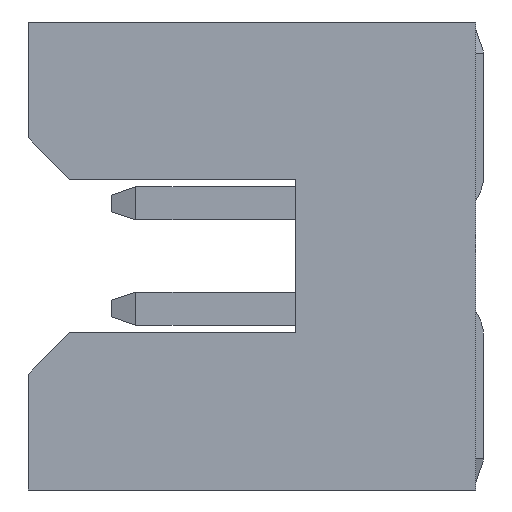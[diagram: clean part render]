
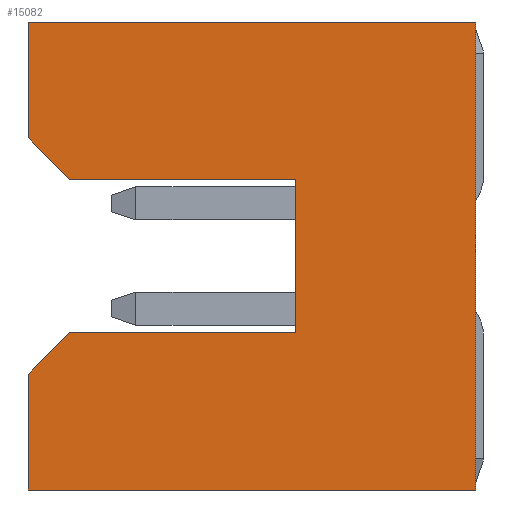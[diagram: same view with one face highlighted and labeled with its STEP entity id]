
A CAD part, left-side view. The second image highlights one B-rep face of the part: STEP entity #15082.
In plain terms, the highlighted planar face has unit normal (-1, 0, 0).
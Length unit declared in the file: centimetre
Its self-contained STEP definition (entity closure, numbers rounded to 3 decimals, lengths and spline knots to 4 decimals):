
#1065=FACE_OUTER_BOUND('',#1948,.T.);
#1948=EDGE_LOOP('',(#13412,#13413,#13414,#13415,#13416,#13417,#13418,#13419,
#13420,#13421));
#3872=LINE('',#24023,#5858);
#3878=LINE('',#24033,#5864);
#3884=LINE('',#24042,#5870);
#3904=LINE('',#24083,#5890);
#3907=LINE('',#24089,#5893);
#3912=LINE('',#24097,#5898);
#3913=LINE('',#24099,#5899);
#3922=LINE('',#24116,#5908);
#3933=LINE('',#24139,#5919);
#3935=LINE('',#24142,#5921);
#5858=VECTOR('',#19866,0.565);
#5864=VECTOR('',#19874,0.54);
#5870=VECTOR('',#19882,0.14);
#5890=VECTOR('',#19916,0.273);
#5893=VECTOR('',#19921,0.185);
#5898=VECTOR('',#19928,0.273);
#5899=VECTOR('',#19931,0.0707);
#5908=VECTOR('',#19948,0.54);
#5919=VECTOR('',#19971,0.0707);
#5921=VECTOR('',#19975,0.14);
#7098=VERTEX_POINT('',#24020);
#7099=VERTEX_POINT('',#24022);
#7102=VERTEX_POINT('',#24031);
#7104=VERTEX_POINT('',#24040);
#7116=VERTEX_POINT('',#24079);
#7118=VERTEX_POINT('',#24082);
#7120=VERTEX_POINT('',#24088);
#7122=VERTEX_POINT('',#24094);
#7126=VERTEX_POINT('',#24113);
#7132=VERTEX_POINT('',#24138);
#9168=EDGE_CURVE('',#7099,#7098,#3872,.T.);
#9174=EDGE_CURVE('',#7098,#7102,#3878,.T.);
#9180=EDGE_CURVE('',#7104,#7102,#3884,.T.);
#9200=EDGE_CURVE('',#7116,#7118,#3904,.T.);
#9203=EDGE_CURVE('',#7120,#7118,#3907,.T.);
#9208=EDGE_CURVE('',#7122,#7120,#3912,.T.);
#9209=EDGE_CURVE('',#7104,#7122,#3913,.T.);
#9218=EDGE_CURVE('',#7099,#7126,#3922,.T.);
#9229=EDGE_CURVE('',#7116,#7132,#3933,.T.);
#9231=EDGE_CURVE('',#7126,#7132,#3935,.T.);
#13412=ORIENTED_EDGE('',*,*,#9229,.T.);
#13413=ORIENTED_EDGE('',*,*,#9231,.F.);
#13414=ORIENTED_EDGE('',*,*,#9218,.F.);
#13415=ORIENTED_EDGE('',*,*,#9168,.T.);
#13416=ORIENTED_EDGE('',*,*,#9174,.T.);
#13417=ORIENTED_EDGE('',*,*,#9180,.F.);
#13418=ORIENTED_EDGE('',*,*,#9209,.T.);
#13419=ORIENTED_EDGE('',*,*,#9208,.T.);
#13420=ORIENTED_EDGE('',*,*,#9203,.T.);
#13421=ORIENTED_EDGE('',*,*,#9200,.F.);
#14227=PLANE('',#16052);
#15082=ADVANCED_FACE('',(#1065),#14227,.T.);
#16052=AXIS2_PLACEMENT_3D('',#24141,#19973,#19974);
#19866=DIRECTION('',(0.,0.,1.));
#19874=DIRECTION('',(0.,1.,0.));
#19882=DIRECTION('',(0.,0.,1.));
#19916=DIRECTION('',(0.,-1.,0.));
#19921=DIRECTION('',(0.,0.,-1.));
#19928=DIRECTION('',(0.,-1.,0.));
#19931=DIRECTION('',(0.,-0.707,-0.707));
#19948=DIRECTION('',(0.,1.,0.));
#19971=DIRECTION('',(0.,0.707,-0.707));
#19973=DIRECTION('center_axis',(-1.,0.,0.));
#19974=DIRECTION('ref_axis',(0.,0.,1.));
#19975=DIRECTION('',(0.,0.,1.));
#24020=CARTESIAN_POINT('',(4.572,0.13,0.));
#24022=CARTESIAN_POINT('',(4.572,0.13,-0.565));
#24023=CARTESIAN_POINT('',(4.572,0.13,-0.565));
#24031=CARTESIAN_POINT('',(4.572,0.67,0.));
#24033=CARTESIAN_POINT('',(4.572,0.13,0.));
#24040=CARTESIAN_POINT('',(4.572,0.67,-0.14));
#24042=CARTESIAN_POINT('',(4.572,0.67,-0.14));
#24079=CARTESIAN_POINT('',(4.572,0.62,-0.375));
#24082=CARTESIAN_POINT('',(4.572,0.347,-0.375));
#24083=CARTESIAN_POINT('',(4.572,0.62,-0.375));
#24088=CARTESIAN_POINT('',(4.572,0.347,-0.19));
#24089=CARTESIAN_POINT('',(4.572,0.347,-0.19));
#24094=CARTESIAN_POINT('',(4.572,0.62,-0.19));
#24097=CARTESIAN_POINT('',(4.572,0.62,-0.19));
#24099=CARTESIAN_POINT('',(4.572,0.67,-0.14));
#24113=CARTESIAN_POINT('',(4.572,0.67,-0.565));
#24116=CARTESIAN_POINT('',(4.572,0.13,-0.565));
#24138=CARTESIAN_POINT('',(4.572,0.67,-0.425));
#24139=CARTESIAN_POINT('',(4.572,0.62,-0.375));
#24141=CARTESIAN_POINT('Origin',(4.572,0.13,-0.565));
#24142=CARTESIAN_POINT('',(4.572,0.67,-0.565));
